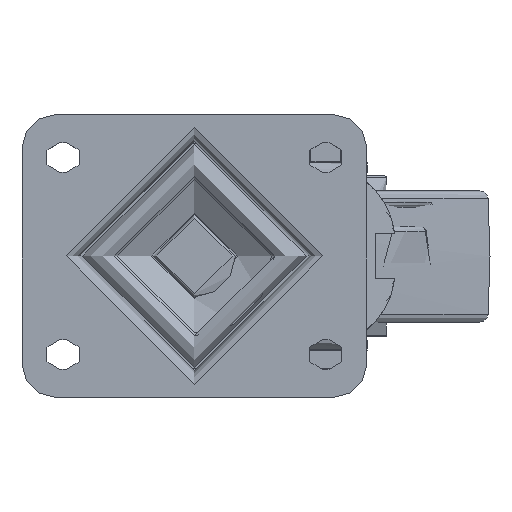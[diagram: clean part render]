
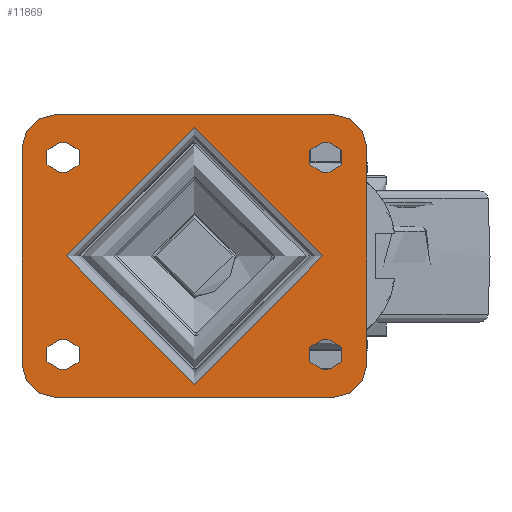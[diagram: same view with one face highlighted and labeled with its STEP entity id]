
A CAD part, top view. The second image highlights one B-rep face of the part: STEP entity #11869.
In plain terms, the highlighted planar face has unit normal (0, 0, 1).
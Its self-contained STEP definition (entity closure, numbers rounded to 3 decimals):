
#904=FACE_BOUND('',#3846,.T.);
#905=FACE_BOUND('',#3847,.T.);
#906=FACE_BOUND('',#3848,.T.);
#907=FACE_BOUND('',#3849,.T.);
#908=FACE_BOUND('',#3850,.T.);
#1061=PLANE('',#12952);
#1525=LINE('',#18488,#2267);
#1526=LINE('',#18489,#2268);
#1527=LINE('',#18490,#2269);
#1528=LINE('',#18491,#2270);
#1529=LINE('',#18492,#2271);
#1530=LINE('',#18493,#2272);
#1531=LINE('',#18494,#2273);
#1532=LINE('',#18495,#2274);
#1533=LINE('',#18496,#2275);
#1534=LINE('',#18497,#2276);
#1535=LINE('',#18498,#2277);
#1536=LINE('',#18499,#2278);
#2267=VECTOR('',#14817,1000.);
#2268=VECTOR('',#14818,1000.);
#2269=VECTOR('',#14819,1000.);
#2270=VECTOR('',#14820,1000.);
#2271=VECTOR('',#14821,1000.);
#2272=VECTOR('',#14822,1000.);
#2273=VECTOR('',#14823,1000.);
#2274=VECTOR('',#14824,1000.);
#2275=VECTOR('',#14825,1000.);
#2276=VECTOR('',#14826,1000.);
#2277=VECTOR('',#14827,1000.);
#2278=VECTOR('',#14828,1000.);
#3091=FACE_OUTER_BOUND('',#3845,.T.);
#3845=EDGE_LOOP('',(#8816,#8817,#8818,#8819,#8820,#8821,#8822,#8823));
#3846=EDGE_LOOP('',(#8824));
#3847=EDGE_LOOP('',(#8825,#8826,#8827,#8828));
#3848=EDGE_LOOP('',(#8829,#8830,#8831,#8832));
#3849=EDGE_LOOP('',(#8833,#8834,#8835,#8836));
#3850=EDGE_LOOP('',(#8837,#8838,#8839,#8840));
#4486=CIRCLE('',#12625,4.5);
#4488=CIRCLE('',#12628,4.5);
#4490=CIRCLE('',#12631,4.5);
#4492=CIRCLE('',#12634,4.5);
#4494=CIRCLE('',#12637,4.5);
#4496=CIRCLE('',#12640,4.5);
#4498=CIRCLE('',#12643,4.5);
#4500=CIRCLE('',#12646,4.5);
#4501=CIRCLE('',#12648,10.);
#4503=CIRCLE('',#12651,10.);
#4505=CIRCLE('',#12654,10.);
#4507=CIRCLE('',#12657,10.);
#4517=CIRCLE('',#12671,39.);
#5108=VERTEX_POINT('',#17316);
#5109=VERTEX_POINT('',#17318);
#5112=VERTEX_POINT('',#17325);
#5113=VERTEX_POINT('',#17327);
#5116=VERTEX_POINT('',#17334);
#5117=VERTEX_POINT('',#17336);
#5120=VERTEX_POINT('',#17343);
#5121=VERTEX_POINT('',#17345);
#5124=VERTEX_POINT('',#17352);
#5125=VERTEX_POINT('',#17354);
#5128=VERTEX_POINT('',#17361);
#5129=VERTEX_POINT('',#17363);
#5132=VERTEX_POINT('',#17370);
#5133=VERTEX_POINT('',#17372);
#5136=VERTEX_POINT('',#17379);
#5137=VERTEX_POINT('',#17381);
#5138=VERTEX_POINT('',#17385);
#5139=VERTEX_POINT('',#17386);
#5142=VERTEX_POINT('',#17394);
#5143=VERTEX_POINT('',#17395);
#5146=VERTEX_POINT('',#17403);
#5147=VERTEX_POINT('',#17404);
#5150=VERTEX_POINT('',#17412);
#5151=VERTEX_POINT('',#17413);
#5160=VERTEX_POINT('',#17439);
#6214=EDGE_CURVE('',#5109,#5108,#4486,.T.);
#6218=EDGE_CURVE('',#5113,#5112,#4488,.T.);
#6222=EDGE_CURVE('',#5117,#5116,#4490,.T.);
#6226=EDGE_CURVE('',#5121,#5120,#4492,.T.);
#6230=EDGE_CURVE('',#5125,#5124,#4494,.T.);
#6234=EDGE_CURVE('',#5129,#5128,#4496,.T.);
#6238=EDGE_CURVE('',#5133,#5132,#4498,.T.);
#6242=EDGE_CURVE('',#5137,#5136,#4500,.T.);
#6244=EDGE_CURVE('',#5138,#5139,#4501,.T.);
#6248=EDGE_CURVE('',#5142,#5143,#4503,.T.);
#6252=EDGE_CURVE('',#5146,#5147,#4505,.T.);
#6256=EDGE_CURVE('',#5150,#5151,#4507,.T.);
#6269=EDGE_CURVE('',#5160,#5160,#4517,.T.);
#6634=EDGE_CURVE('',#5147,#5150,#1525,.T.);
#6635=EDGE_CURVE('',#5143,#5146,#1526,.T.);
#6636=EDGE_CURVE('',#5139,#5142,#1527,.T.);
#6637=EDGE_CURVE('',#5151,#5138,#1528,.T.);
#6638=EDGE_CURVE('',#5132,#5137,#1529,.T.);
#6639=EDGE_CURVE('',#5136,#5133,#1530,.T.);
#6640=EDGE_CURVE('',#5124,#5129,#1531,.T.);
#6641=EDGE_CURVE('',#5128,#5125,#1532,.T.);
#6642=EDGE_CURVE('',#5116,#5121,#1533,.T.);
#6643=EDGE_CURVE('',#5120,#5117,#1534,.T.);
#6644=EDGE_CURVE('',#5108,#5113,#1535,.T.);
#6645=EDGE_CURVE('',#5112,#5109,#1536,.T.);
#8816=ORIENTED_EDGE('',*,*,#6256,.F.);
#8817=ORIENTED_EDGE('',*,*,#6634,.F.);
#8818=ORIENTED_EDGE('',*,*,#6252,.F.);
#8819=ORIENTED_EDGE('',*,*,#6635,.F.);
#8820=ORIENTED_EDGE('',*,*,#6248,.F.);
#8821=ORIENTED_EDGE('',*,*,#6636,.F.);
#8822=ORIENTED_EDGE('',*,*,#6244,.F.);
#8823=ORIENTED_EDGE('',*,*,#6637,.F.);
#8824=ORIENTED_EDGE('',*,*,#6269,.F.);
#8825=ORIENTED_EDGE('',*,*,#6638,.T.);
#8826=ORIENTED_EDGE('',*,*,#6242,.T.);
#8827=ORIENTED_EDGE('',*,*,#6639,.T.);
#8828=ORIENTED_EDGE('',*,*,#6238,.T.);
#8829=ORIENTED_EDGE('',*,*,#6640,.T.);
#8830=ORIENTED_EDGE('',*,*,#6234,.T.);
#8831=ORIENTED_EDGE('',*,*,#6641,.T.);
#8832=ORIENTED_EDGE('',*,*,#6230,.T.);
#8833=ORIENTED_EDGE('',*,*,#6642,.T.);
#8834=ORIENTED_EDGE('',*,*,#6226,.T.);
#8835=ORIENTED_EDGE('',*,*,#6643,.T.);
#8836=ORIENTED_EDGE('',*,*,#6222,.T.);
#8837=ORIENTED_EDGE('',*,*,#6644,.T.);
#8838=ORIENTED_EDGE('',*,*,#6218,.T.);
#8839=ORIENTED_EDGE('',*,*,#6645,.T.);
#8840=ORIENTED_EDGE('',*,*,#6214,.T.);
#11869=ADVANCED_FACE('',(#3091,#904,#905,#906,#907,#908),#1061,.T.);
#12625=AXIS2_PLACEMENT_3D('',#17319,#13951,#13952);
#12628=AXIS2_PLACEMENT_3D('',#17328,#13959,#13960);
#12631=AXIS2_PLACEMENT_3D('',#17337,#13967,#13968);
#12634=AXIS2_PLACEMENT_3D('',#17346,#13975,#13976);
#12637=AXIS2_PLACEMENT_3D('',#17355,#13983,#13984);
#12640=AXIS2_PLACEMENT_3D('',#17364,#13991,#13992);
#12643=AXIS2_PLACEMENT_3D('',#17373,#13999,#14000);
#12646=AXIS2_PLACEMENT_3D('',#17382,#14007,#14008);
#12648=AXIS2_PLACEMENT_3D('',#17387,#14012,#14013);
#12651=AXIS2_PLACEMENT_3D('',#17396,#14020,#14021);
#12654=AXIS2_PLACEMENT_3D('',#17405,#14028,#14029);
#12657=AXIS2_PLACEMENT_3D('',#17414,#14036,#14037);
#12671=AXIS2_PLACEMENT_3D('',#17440,#14067,#14068);
#12952=AXIS2_PLACEMENT_3D('',#18487,#14815,#14816);
#13951=DIRECTION('center_axis',(0.,0.,-1.));
#13952=DIRECTION('ref_axis',(1.,0.,0.));
#13959=DIRECTION('center_axis',(0.,0.,-1.));
#13960=DIRECTION('ref_axis',(-1.,0.,0.));
#13967=DIRECTION('center_axis',(0.,0.,-1.));
#13968=DIRECTION('ref_axis',(1.,0.,0.));
#13975=DIRECTION('center_axis',(0.,0.,-1.));
#13976=DIRECTION('ref_axis',(-1.,0.,0.));
#13983=DIRECTION('center_axis',(0.,0.,-1.));
#13984=DIRECTION('ref_axis',(-1.,0.,0.));
#13991=DIRECTION('center_axis',(0.,0.,-1.));
#13992=DIRECTION('ref_axis',(1.,0.,0.));
#13999=DIRECTION('center_axis',(0.,0.,-1.));
#14000=DIRECTION('ref_axis',(-1.,0.,0.));
#14007=DIRECTION('center_axis',(0.,0.,-1.));
#14008=DIRECTION('ref_axis',(1.,0.,0.));
#14012=DIRECTION('center_axis',(0.,0.,-1.));
#14013=DIRECTION('ref_axis',(-0.707,0.707,0.));
#14020=DIRECTION('center_axis',(0.,0.,-1.));
#14021=DIRECTION('ref_axis',(0.707,0.707,0.));
#14028=DIRECTION('center_axis',(0.,0.,-1.));
#14029=DIRECTION('ref_axis',(0.707,-0.707,0.));
#14036=DIRECTION('center_axis',(0.,0.,-1.));
#14037=DIRECTION('ref_axis',(-0.707,-0.707,0.));
#14067=DIRECTION('center_axis',(0.,0.,1.));
#14068=DIRECTION('ref_axis',(0.,-1.,0.));
#14815=DIRECTION('center_axis',(0.,0.,1.));
#14816=DIRECTION('ref_axis',(1.,0.,0.));
#14817=DIRECTION('',(-1.,0.,0.));
#14818=DIRECTION('',(0.,-1.,0.));
#14819=DIRECTION('',(1.,0.,0.));
#14820=DIRECTION('',(0.,1.,0.));
#14821=DIRECTION('',(-1.,0.,0.));
#14822=DIRECTION('',(1.,0.,0.));
#14823=DIRECTION('',(-1.,0.,0.));
#14824=DIRECTION('',(1.,0.,0.));
#14825=DIRECTION('',(1.,0.,0.));
#14826=DIRECTION('',(-1.,0.,0.));
#14827=DIRECTION('',(1.,0.,0.));
#14828=DIRECTION('',(-1.,0.,0.));
#17316=CARTESIAN_POINT('',(39.,-25.5,0.));
#17318=CARTESIAN_POINT('',(39.,-34.5,0.));
#17319=CARTESIAN_POINT('Origin',(39.,-30.,0.));
#17325=CARTESIAN_POINT('',(41.,-34.5,0.));
#17327=CARTESIAN_POINT('',(41.,-25.5,0.));
#17328=CARTESIAN_POINT('Origin',(41.,-30.,0.));
#17334=CARTESIAN_POINT('',(39.,34.5,0.));
#17336=CARTESIAN_POINT('',(39.,25.5,0.));
#17337=CARTESIAN_POINT('Origin',(39.,30.,0.));
#17343=CARTESIAN_POINT('',(41.,25.5,0.));
#17345=CARTESIAN_POINT('',(41.,34.5,0.));
#17346=CARTESIAN_POINT('Origin',(41.,30.,0.));
#17352=CARTESIAN_POINT('',(-39.,-34.5,0.));
#17354=CARTESIAN_POINT('',(-39.,-25.5,0.));
#17355=CARTESIAN_POINT('Origin',(-39.,-30.,0.));
#17361=CARTESIAN_POINT('',(-41.,-25.5,0.));
#17363=CARTESIAN_POINT('',(-41.,-34.5,0.));
#17364=CARTESIAN_POINT('Origin',(-41.,-30.,0.));
#17370=CARTESIAN_POINT('',(-39.,25.5,0.));
#17372=CARTESIAN_POINT('',(-39.,34.5,0.));
#17373=CARTESIAN_POINT('Origin',(-39.,30.,0.));
#17379=CARTESIAN_POINT('',(-41.,34.5,0.));
#17381=CARTESIAN_POINT('',(-41.,25.5,0.));
#17382=CARTESIAN_POINT('Origin',(-41.,30.,0.));
#17385=CARTESIAN_POINT('',(-52.5,33.,0.));
#17386=CARTESIAN_POINT('',(-42.5,43.,0.));
#17387=CARTESIAN_POINT('Origin',(-42.5,33.,0.));
#17394=CARTESIAN_POINT('',(42.5,43.,0.));
#17395=CARTESIAN_POINT('',(52.5,33.,0.));
#17396=CARTESIAN_POINT('Origin',(42.5,33.,0.));
#17403=CARTESIAN_POINT('',(52.5,-33.,0.));
#17404=CARTESIAN_POINT('',(42.5,-43.,0.));
#17405=CARTESIAN_POINT('Origin',(42.5,-33.,0.));
#17412=CARTESIAN_POINT('',(-42.5,-43.,0.));
#17413=CARTESIAN_POINT('',(-52.5,-33.,0.));
#17414=CARTESIAN_POINT('Origin',(-42.5,-33.,0.));
#17439=CARTESIAN_POINT('',(39.,0.,0.));
#17440=CARTESIAN_POINT('Origin',(0.,0.,0.));
#18487=CARTESIAN_POINT('Origin',(0.,0.,0.));
#18488=CARTESIAN_POINT('',(52.5,-43.,0.));
#18489=CARTESIAN_POINT('',(52.5,43.,0.));
#18490=CARTESIAN_POINT('',(-52.5,43.,0.));
#18491=CARTESIAN_POINT('',(-52.5,-43.,0.));
#18492=CARTESIAN_POINT('',(-41.,25.5,0.));
#18493=CARTESIAN_POINT('',(-41.,34.5,0.));
#18494=CARTESIAN_POINT('',(-41.,-34.5,0.));
#18495=CARTESIAN_POINT('',(-41.,-25.5,0.));
#18496=CARTESIAN_POINT('',(41.,34.5,0.));
#18497=CARTESIAN_POINT('',(41.,25.5,0.));
#18498=CARTESIAN_POINT('',(41.,-25.5,0.));
#18499=CARTESIAN_POINT('',(41.,-34.5,0.));
